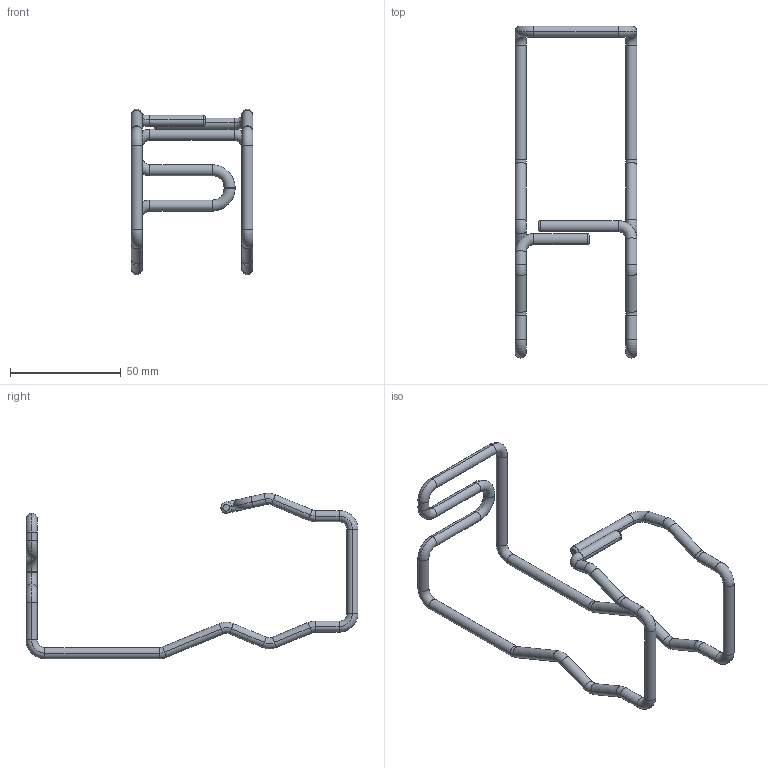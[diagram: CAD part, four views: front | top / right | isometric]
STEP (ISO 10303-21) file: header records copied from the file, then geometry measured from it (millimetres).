
FILE_DESCRIPTION((''),'2;1');
FILE_NAME('904500','2018-12-14T12:36:26',('tomasz.grudniewski'),(''),'CREO PARAMETRIC BY PTC INC, 2018260','CREO PARAMETRIC BY PTC INC, 2018260','');
FILE_SCHEMA(('CONFIG_CONTROL_DESIGN'));
Length unit declared in the file: millimetre
Products named in the file (1): 904500
Bounding box: 55 x 150 x 74.79 mm (x, y, z)
Volume: 15755.4 mm3; surface area: 12634.2 mm2
Topology: 1 solids, 1 shells, 112 faces, 222 edges, 112 vertices
Faces by surface type: torus 56, cylinder 54, plane 2
Entity records: 2888 total; most frequent: DIRECTION 614, CARTESIAN_POINT 446, ORIENTED_EDGE 444, AXIS2_PLACEMENT_3D 280, EDGE_CURVE 222, CIRCLE 168, VERTEX_POINT 112, EDGE_LOOP 112
